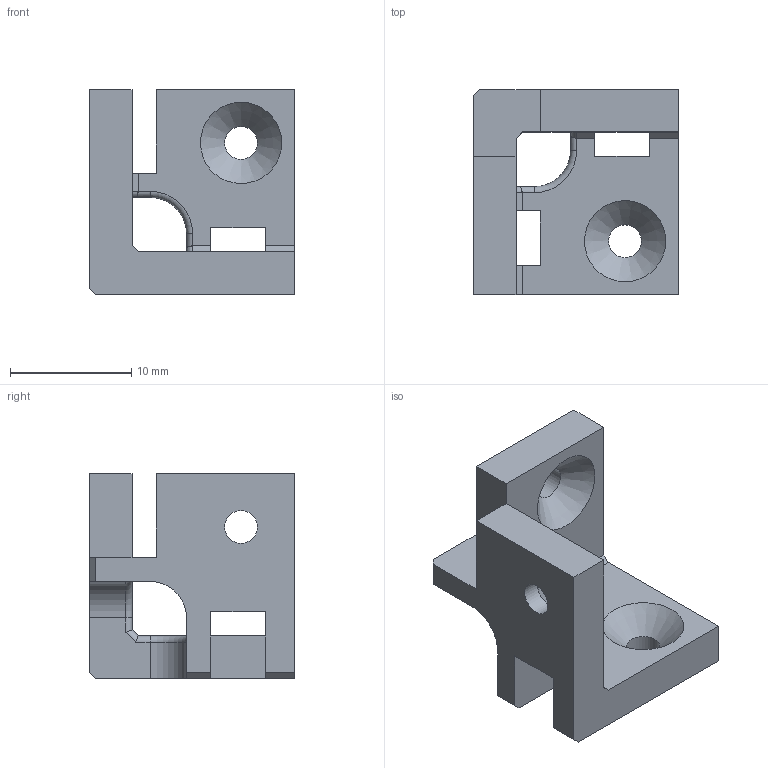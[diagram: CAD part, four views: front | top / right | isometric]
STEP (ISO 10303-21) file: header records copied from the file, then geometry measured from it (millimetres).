
FILE_DESCRIPTION(/* description */ (''),/* implementation_level */ '2;1');
FILE_NAME(/* name */ 'corner_bottom.stp',/* time_stamp */ '2024-01-02T21:02:42+01:00',/* author */ (''),/* organization */ (''),/* preprocessor_version */ 'ST-DEVELOPER v16',/* originating_system */ 'SIEMENS PLM Software NX 11.0',/* authorisation */ '');
FILE_SCHEMA (('AP203_CONFIGURATION_CONTROLLED_3D_DESIGN_OF_MECHANICAL_PARTS_AND_ASSEMBLIES_MIM_LF { 1 0 10303 403 2 1 2}'));
Length unit declared in the file: millimetre
Products named in the file (1): cornerbotx
Bounding box: 16.9 x 16.9 x 16.9 mm (x, y, z)
Volume: 1465.3 mm3; surface area: 1597.6 mm2
Topology: 1 solids, 1 shells, 55 faces, 166 edges, 107 vertices
Faces by surface type: plane 34, cylinder 15, cone 3, torus 3
Full cylindrical faces by diameter (mm): 2.7 x3
Entity records: 1894 total; most frequent: CARTESIAN_POINT 315, ORIENTED_EDGE 312, DIRECTION 298, EDGE_CURVE 156, LINE 126, VECTOR 126, VERTEX_POINT 103, AXIS2_PLACEMENT_3D 86
